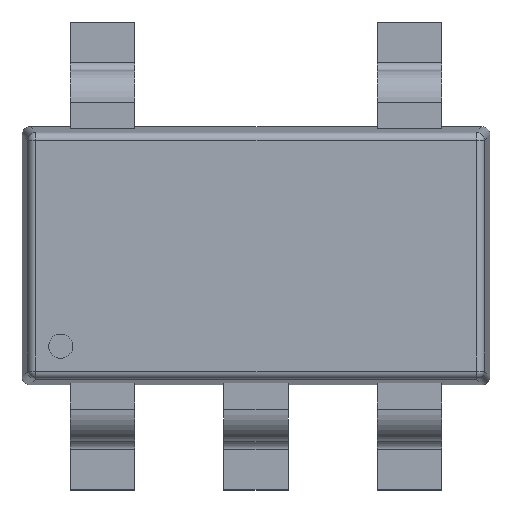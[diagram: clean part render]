
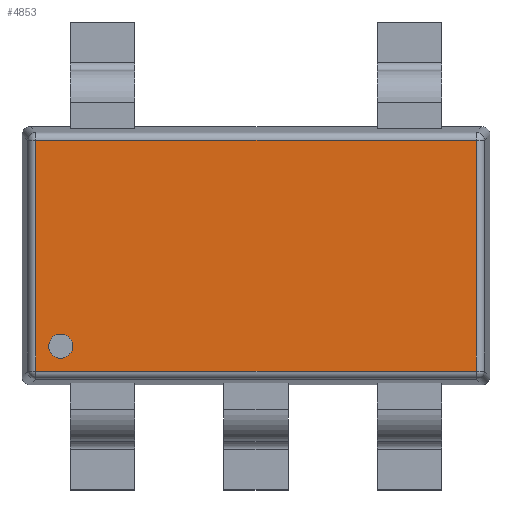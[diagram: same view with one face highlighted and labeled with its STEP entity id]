
A CAD part, top view. The second image highlights one B-rep face of the part: STEP entity #4853.
In plain terms, the highlighted planar face has unit normal (0, 0, 1).
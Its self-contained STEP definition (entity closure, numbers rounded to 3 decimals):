
#5 = EDGE_CURVE ( 'NONE', #1777, #5274, #5182, .T. ) ;
#208 = EDGE_LOOP ( 'NONE', ( #2240, #2313 ) ) ;
#459 = FACE_OUTER_BOUND ( 'NONE', #4009, .T. ) ;
#534 = LINE ( 'NONE', #5832, #3536 ) ;
#798 = VERTEX_POINT ( 'NONE', #3112 ) ;
#892 = DIRECTION ( 'NONE',  ( 0., 0., 1. ) ) ;
#1011 = VERTEX_POINT ( 'NONE', #3739 ) ;
#1238 = CARTESIAN_POINT ( 'NONE',  ( -1.365, 0.715, 0.45 ) ) ;
#1374 = CARTESIAN_POINT ( 'NONE',  ( 0., 0., 0.45 ) ) ;
#1410 = CARTESIAN_POINT ( 'NONE',  ( 0., -0.715, 0.45 ) ) ;
#1692 = CIRCLE ( 'NONE', #5893, 0.075 ) ;
#1777 = VERTEX_POINT ( 'NONE', #1238 ) ;
#1835 = VERTEX_POINT ( 'NONE', #5764 ) ;
#1902 = LINE ( 'NONE', #1410, #4837 ) ;
#1918 = DIRECTION ( 'NONE',  ( -1., 0., 0. ) ) ;
#1956 = ORIENTED_EDGE ( 'NONE', *, *, #3889, .T. ) ;
#1976 = AXIS2_PLACEMENT_3D ( 'NONE', #4283, #892, #4779 ) ;
#2015 = ORIENTED_EDGE ( 'NONE', *, *, #5848, .T. ) ;
#2042 = ORIENTED_EDGE ( 'NONE', *, *, #2295, .T. ) ;
#2186 = ORIENTED_EDGE ( 'NONE', *, *, #5, .T. ) ;
#2215 = CIRCLE ( 'NONE', #1976, 0.075 ) ;
#2240 = ORIENTED_EDGE ( 'NONE', *, *, #2430, .F. ) ;
#2248 = DIRECTION ( 'NONE',  ( 1., 0., 0. ) ) ;
#2264 = VECTOR ( 'NONE', #5288, 1000. ) ;
#2275 = LINE ( 'NONE', #5641, #2264 ) ;
#2295 = EDGE_CURVE ( 'NONE', #798, #1777, #2275, .T. ) ;
#2313 = ORIENTED_EDGE ( 'NONE', *, *, #5515, .F. ) ;
#2430 = EDGE_CURVE ( 'NONE', #1011, #5975, #1692, .T. ) ;
#2641 = DIRECTION ( 'NONE',  ( 0., 1., 0. ) ) ;
#2684 = CARTESIAN_POINT ( 'NONE',  ( -1.286, -0.561, 0.45 ) ) ;
#2837 = CARTESIAN_POINT ( 'NONE',  ( -1.365, -0.715, 0.45 ) ) ;
#3112 = CARTESIAN_POINT ( 'NONE',  ( 1.365, 0.715, 0.45 ) ) ;
#3174 = VECTOR ( 'NONE', #6423, 1000. ) ;
#3536 = VECTOR ( 'NONE', #2641, 1000. ) ;
#3739 = CARTESIAN_POINT ( 'NONE',  ( -1.136, -0.561, 0.45 ) ) ;
#3889 = EDGE_CURVE ( 'NONE', #5274, #1835, #1902, .T. ) ;
#4009 = EDGE_LOOP ( 'NONE', ( #1956, #2015, #2042, #2186 ) ) ;
#4283 = CARTESIAN_POINT ( 'NONE',  ( -1.211, -0.561, 0.45 ) ) ;
#4332 = DIRECTION ( 'NONE',  ( 1., 0., 0. ) ) ;
#4345 = DIRECTION ( 'NONE',  ( 0., 0., 1. ) ) ;
#4368 = CARTESIAN_POINT ( 'NONE',  ( -1.211, -0.561, 0.45 ) ) ;
#4724 = FACE_BOUND ( 'NONE', #208, .T. ) ;
#4779 = DIRECTION ( 'NONE',  ( 1., 0., 0. ) ) ;
#4837 = VECTOR ( 'NONE', #2248, 1000. ) ;
#4853 = ADVANCED_FACE ( 'NONE', ( #459, #4724 ), #6717, .F. ) ;
#5182 = LINE ( 'NONE', #5624, #3174 ) ;
#5193 = DIRECTION ( 'NONE',  ( 0., 0., -1. ) ) ;
#5274 = VERTEX_POINT ( 'NONE', #2837 ) ;
#5288 = DIRECTION ( 'NONE',  ( -1., 0., 0. ) ) ;
#5515 = EDGE_CURVE ( 'NONE', #5975, #1011, #2215, .T. ) ;
#5624 = CARTESIAN_POINT ( 'NONE',  ( -1.365, 0., 0.45 ) ) ;
#5641 = CARTESIAN_POINT ( 'NONE',  ( 0., 0.715, 0.45 ) ) ;
#5764 = CARTESIAN_POINT ( 'NONE',  ( 1.365, -0.715, 0.45 ) ) ;
#5832 = CARTESIAN_POINT ( 'NONE',  ( 1.365, 0., 0.45 ) ) ;
#5848 = EDGE_CURVE ( 'NONE', #1835, #798, #534, .T. ) ;
#5893 = AXIS2_PLACEMENT_3D ( 'NONE', #4368, #4345, #4332 ) ;
#5975 = VERTEX_POINT ( 'NONE', #2684 ) ;
#6126 = AXIS2_PLACEMENT_3D ( 'NONE', #1374, #5193, #1918 ) ;
#6423 = DIRECTION ( 'NONE',  ( 0., -1., 0. ) ) ;
#6717 = PLANE ( 'NONE',  #6126 ) ;
